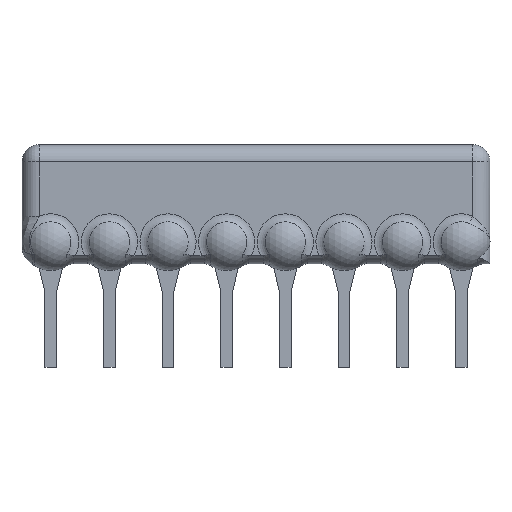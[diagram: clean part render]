
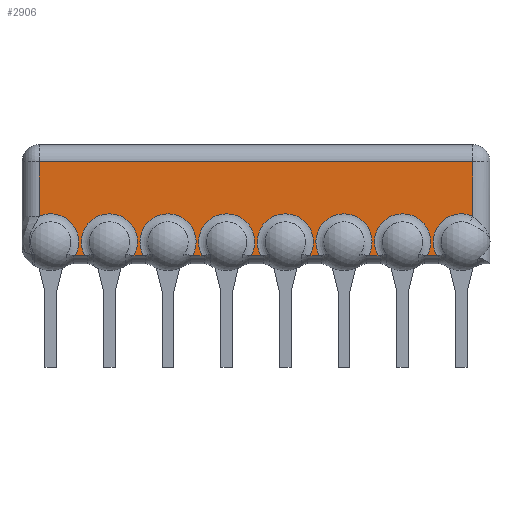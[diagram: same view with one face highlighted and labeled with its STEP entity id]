
A CAD part, left-side view. The second image highlights one B-rep face of the part: STEP entity #2906.
In plain terms, the highlighted planar face has unit normal (-1, 0, 0).
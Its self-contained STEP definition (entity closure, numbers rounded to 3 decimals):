
#131=CARTESIAN_POINT('',(-0.75,19.025,0.));
#132=DIRECTION('',(1.,0.,0.));
#133=DIRECTION('',(0.,0.407,0.914));
#134=AXIS2_PLACEMENT_3D('',#131,#132,#133);
#406=CARTESIAN_POINT('',(-0.75,0.75,
1.112));
#568=DIRECTION('',(0.,0.,-1.));
#569=VECTOR('',#568,2.353);
#570=CARTESIAN_POINT('',(-0.75,19.52,3.465));
#571=LINE('',#570,#569);
#572=DIRECTION('',(0.,0.,-1.));
#573=VECTOR('',#572,2.353);
#574=CARTESIAN_POINT('',(-0.75,0.75,3.465));
#575=LINE('',#574,#573);
#576=CARTESIAN_POINT('',(-0.75,1.245,0.));
#577=DIRECTION('',(1.,0.,0.));
#578=DIRECTION('',(0.,0.875,-0.484));
#579=AXIS2_PLACEMENT_3D('',#576,#577,#578);
#581=DIRECTION('',(0.,1.,0.));
#582=VECTOR('',#581,0.409);
#583=CARTESIAN_POINT('',(-0.75,2.311,-0.589));
#584=LINE('',#583,#582);
#585=DIRECTION('',(0.,1.,0.));
#586=VECTOR('',#585,0.409);
#587=CARTESIAN_POINT('',(-0.75,4.851,-0.589));
#588=LINE('',#587,#586);
#589=DIRECTION('',(0.,1.,0.));
#590=VECTOR('',#589,0.409);
#591=CARTESIAN_POINT('',(-0.75,7.391,-0.589));
#592=LINE('',#591,#590);
#593=DIRECTION('',(0.,1.,0.));
#594=VECTOR('',#593,0.409);
#595=CARTESIAN_POINT('',(-0.75,9.931,-0.589));
#596=LINE('',#595,#594);
#597=DIRECTION('',(0.,1.,0.));
#598=VECTOR('',#597,0.409);
#599=CARTESIAN_POINT('',(-0.75,12.471,-0.589));
#600=LINE('',#599,#598);
#601=DIRECTION('',(0.,1.,0.));
#602=VECTOR('',#601,0.409);
#603=CARTESIAN_POINT('',(-0.75,15.011,-0.589));
#604=LINE('',#603,#602);
#605=DIRECTION('',(0.,1.,0.));
#606=VECTOR('',#605,0.409);
#607=CARTESIAN_POINT('',(-0.75,17.551,-0.589));
#608=LINE('',#607,#606);
#619=DIRECTION('',(0.,1.,0.));
#620=VECTOR('',#619,18.77);
#621=CARTESIAN_POINT('',(-0.75,0.75,3.465));
#622=LINE('',#621,#620);
#633=CARTESIAN_POINT('',(-0.75,3.785,0.));
#634=DIRECTION('',(1.,0.,0.));
#635=DIRECTION('',(0.,0.875,-0.484));
#636=AXIS2_PLACEMENT_3D('',#633,#634,#635);
#789=CARTESIAN_POINT('',(-0.75,6.325,0.));
#790=DIRECTION('',(1.,0.,0.));
#791=DIRECTION('',(0.,0.875,-0.484));
#792=AXIS2_PLACEMENT_3D('',#789,#790,#791);
#955=CARTESIAN_POINT('',(-0.75,8.865,0.));
#956=DIRECTION('',(1.,0.,0.));
#957=DIRECTION('',(0.,0.875,-0.484));
#958=AXIS2_PLACEMENT_3D('',#955,#956,#957);
#1116=CARTESIAN_POINT('',(-0.75,11.405,0.));
#1117=DIRECTION('',(1.,0.,0.));
#1118=DIRECTION('',(0.,0.875,-0.484));
#1119=AXIS2_PLACEMENT_3D('',#1116,#1117,#1118);
#1282=CARTESIAN_POINT('',(-0.75,13.945,0.));
#1283=DIRECTION('',(1.,0.,0.));
#1284=DIRECTION('',(0.,0.875,-0.484));
#1285=AXIS2_PLACEMENT_3D('',#1282,#1283,#1284);
#1448=CARTESIAN_POINT('',(-0.75,16.485,0.));
#1449=DIRECTION('',(1.,0.,0.));
#1450=DIRECTION('',(0.,0.875,-0.484));
#1451=AXIS2_PLACEMENT_3D('',#1448,#1449,#1450);
#1760=CARTESIAN_POINT('',(-0.75,0.75,3.465));
#1762=VERTEX_POINT('',#1760);
#1765=VERTEX_POINT('',#406);
#1768=CARTESIAN_POINT('',(-0.75,2.311,-0.589));
#1769=VERTEX_POINT('',#1768);
#1787=CARTESIAN_POINT('',(-0.75,4.851,-0.589));
#1788=CARTESIAN_POINT('',(-0.75,5.259,-0.589));
#1789=VERTEX_POINT('',#1787);
#1790=VERTEX_POINT('',#1788);
#1795=CARTESIAN_POINT('',(-0.75,2.719,-0.589));
#1796=VERTEX_POINT('',#1795);
#1807=CARTESIAN_POINT('',(-0.75,7.391,-0.589));
#1808=CARTESIAN_POINT('',(-0.75,7.799,-0.589));
#1809=VERTEX_POINT('',#1807);
#1810=VERTEX_POINT('',#1808);
#1811=CARTESIAN_POINT('',(-0.75,9.931,-0.589));
#1812=CARTESIAN_POINT('',(-0.75,10.339,-0.589));
#1813=VERTEX_POINT('',#1811);
#1814=VERTEX_POINT('',#1812);
#1815=CARTESIAN_POINT('',(-0.75,12.471,-0.589));
#1816=CARTESIAN_POINT('',(-0.75,12.879,-0.589));
#1817=VERTEX_POINT('',#1815);
#1818=VERTEX_POINT('',#1816);
#1819=CARTESIAN_POINT('',(-0.75,15.011,-0.589));
#1820=CARTESIAN_POINT('',(-0.75,15.419,-0.589));
#1821=VERTEX_POINT('',#1819);
#1822=VERTEX_POINT('',#1820);
#1823=CARTESIAN_POINT('',(-0.75,17.551,-0.589));
#1824=CARTESIAN_POINT('',(-0.75,17.959,-0.589));
#1825=VERTEX_POINT('',#1823);
#1826=VERTEX_POINT('',#1824);
#2087=CARTESIAN_POINT('',(-0.75,19.52,3.465));
#2088=CARTESIAN_POINT('',(-0.75,19.52,1.112));
#2089=VERTEX_POINT('',#2087);
#2090=VERTEX_POINT('',#2088);
#2874=CARTESIAN_POINT('',(-0.75,0.,-0.589));
#2875=DIRECTION('',(-1.,0.,0.));
#2876=DIRECTION('',(0.,0.,1.));
#2877=AXIS2_PLACEMENT_3D('',#2874,#2875,#2876);
#2878=PLANE('',#2877);
#2879=ORIENTED_EDGE('',*,*,#2315,.F.);
#2881=ORIENTED_EDGE('',*,*,#2880,.F.);
#2882=ORIENTED_EDGE('',*,*,#2655,.T.);
#2883=ORIENTED_EDGE('',*,*,#2865,.F.);
#2884=ORIENTED_EDGE('',*,*,#2506,.T.);
#2886=ORIENTED_EDGE('',*,*,#2885,.F.);
#2887=ORIENTED_EDGE('',*,*,#2490,.T.);
#2889=ORIENTED_EDGE('',*,*,#2888,.F.);
#2890=ORIENTED_EDGE('',*,*,#2622,.T.);
#2892=ORIENTED_EDGE('',*,*,#2891,.F.);
#2893=ORIENTED_EDGE('',*,*,#2592,.T.);
#2895=ORIENTED_EDGE('',*,*,#2894,.F.);
#2896=ORIENTED_EDGE('',*,*,#2569,.T.);
#2898=ORIENTED_EDGE('',*,*,#2897,.F.);
#2899=ORIENTED_EDGE('',*,*,#2546,.T.);
#2901=ORIENTED_EDGE('',*,*,#2900,.F.);
#2902=ORIENTED_EDGE('',*,*,#2525,.T.);
#2903=ORIENTED_EDGE('',*,*,#2204,.F.);
#2904=EDGE_LOOP('',(#2879,#2881,#2882,#2883,#2884,#2886,#2887,#2889,#2890,#2892,
#2893,#2895,#2896,#2898,#2899,#2901,#2902,#2903));
#2905=FACE_OUTER_BOUND('',#2904,.F.);
#135=CIRCLE('',#134,1.218);
#580=CIRCLE('',#579,1.218);
#637=CIRCLE('',#636,1.218);
#793=CIRCLE('',#792,1.218);
#959=CIRCLE('',#958,1.218);
#1120=CIRCLE('',#1119,1.218);
#1286=CIRCLE('',#1285,1.218);
#1452=CIRCLE('',#1451,1.218);
#2204=EDGE_CURVE('',#2090,#1826,#135,.T.);
#2315=EDGE_CURVE('',#2089,#2090,#571,.T.);
#2490=EDGE_CURVE('',#1789,#1790,#588,.T.);
#2506=EDGE_CURVE('',#1769,#1796,#584,.T.);
#2525=EDGE_CURVE('',#1825,#1826,#608,.T.);
#2546=EDGE_CURVE('',#1821,#1822,#604,.T.);
#2569=EDGE_CURVE('',#1817,#1818,#600,.T.);
#2592=EDGE_CURVE('',#1813,#1814,#596,.T.);
#2622=EDGE_CURVE('',#1809,#1810,#592,.T.);
#2655=EDGE_CURVE('',#1762,#1765,#575,.T.);
#2865=EDGE_CURVE('',#1769,#1765,#580,.T.);
#2880=EDGE_CURVE('',#1762,#2089,#622,.T.);
#2885=EDGE_CURVE('',#1789,#1796,#637,.T.);
#2888=EDGE_CURVE('',#1809,#1790,#793,.T.);
#2891=EDGE_CURVE('',#1813,#1810,#959,.T.);
#2894=EDGE_CURVE('',#1817,#1814,#1120,.T.);
#2897=EDGE_CURVE('',#1821,#1818,#1286,.T.);
#2900=EDGE_CURVE('',#1825,#1822,#1452,.T.);
#2906=ADVANCED_FACE('',(#2905),#2878,.T.);
